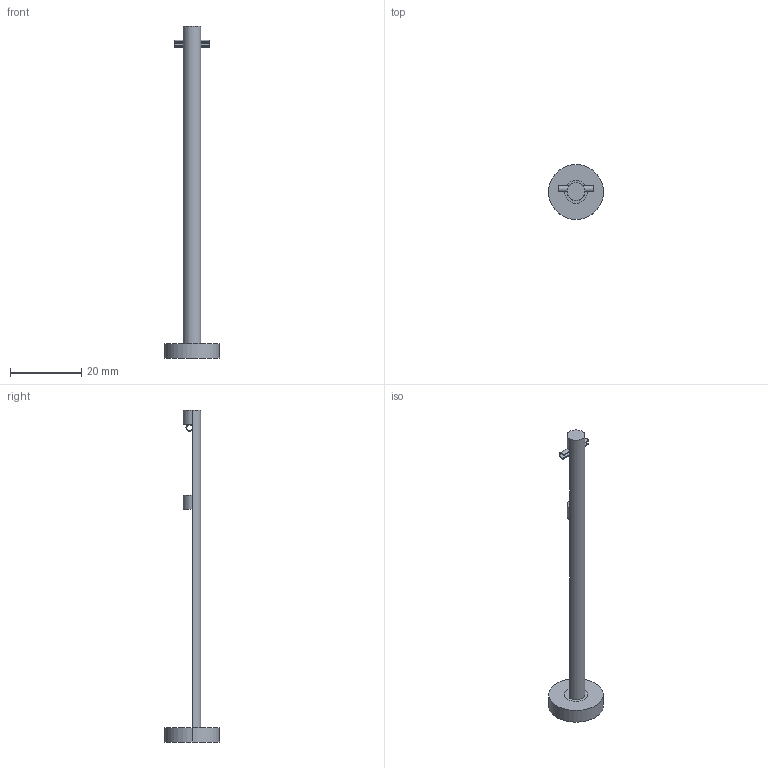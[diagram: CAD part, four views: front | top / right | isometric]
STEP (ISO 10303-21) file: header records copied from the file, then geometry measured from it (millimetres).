
FILE_DESCRIPTION (( 'STEP AP214' ), '1' );
FILE_NAME ('Y-400D.STEP', '2017-06-20T18:14:53', ( '' ), ( '' ), 'SwSTEP 2.0', 'SolidWorks 2017', '' );
FILE_SCHEMA (( 'AUTOMOTIVE_DESIGN' ));
Length unit declared in the file: millimetre
Products named in the file (5): PINO-1; DOBRADIÇA-1; Y-400D-1; Y-400D; PORCA-1
Assembly tree (4 placements, depth 3):
  Y-400D
    Y-400D-1
      DOBRADIÇA-1
      PORCA-1
      PINO-1
Bounding box: 15.5 x 15.5 x 93.5 mm (x, y, z)
Volume: 1720.8 mm3; surface area: 2045.5 mm2
Topology: 3 solids, 3 shells, 27 faces, 54 edges, 34 vertices
Faces by surface type: plane 14, cylinder 13
Entity records: 890 total; most frequent: DIRECTION 150, CARTESIAN_POINT 123, ORIENTED_EDGE 108, AXIS2_PLACEMENT_3D 61, EDGE_CURVE 54, VERTEX_POINT 34, EDGE_LOOP 30, VECTOR 28
